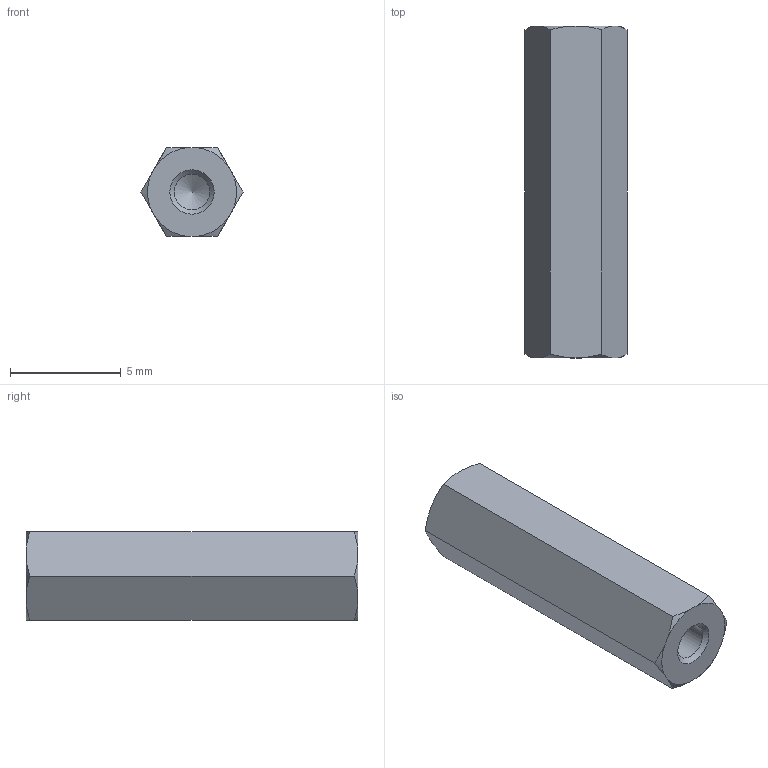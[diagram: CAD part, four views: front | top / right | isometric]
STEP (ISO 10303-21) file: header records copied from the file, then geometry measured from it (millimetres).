
FILE_DESCRIPTION((' '),'2;1');
FILE_NAME( 'Abstandzbolzen Messing vernickelt I-I M2_-_Ettinger - 5.01.153 (M2x15).stp', '2022-09-10T18:00:38', (' '), ('--- Datakit www.datakit.com---'), ' Datakit CrossCadWare V2022.3 Jun 15 2022', 'DATAKIT 2022 (c)', ' ');
FILE_SCHEMA(('AP242_MANAGED_MODEL_BASED_3D_ENGINEERING_MIM_LF { 1 0 10303 442 1 1 4 }'));
Length unit declared in the file: millimetre
Products named in the file (1): Abstandzbolzen Messing vernickelt I-I M2_-_Ettinger - 5.01.153 (M2x15)
Bounding box: 4.62 x 15 x 4 mm (x, y, z)
Volume: 182.7 mm3; surface area: 294.3 mm2
Topology: 1 solids, 1 shells, 26 faces, 68 edges, 44 vertices
Faces by surface type: cone 16, plane 8, cylinder 2
Full cylindrical faces by diameter (mm): 1.6 x2
Entity records: 851 total; most frequent: CARTESIAN_POINT 251, ORIENTED_EDGE 120, DIRECTION 108, EDGE_CURVE 60, AXIS2_PLACEMENT_3D 45, VERTEX_POINT 44, EDGE_LOOP 32, ADVANCED_FACE 26
